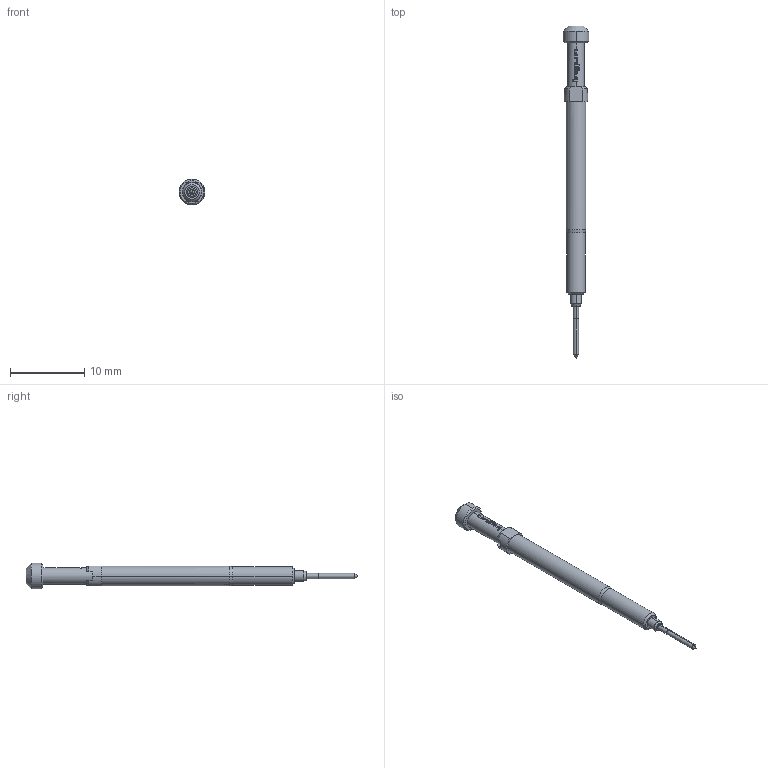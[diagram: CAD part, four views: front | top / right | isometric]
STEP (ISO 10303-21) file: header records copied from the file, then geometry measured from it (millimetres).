
FILE_DESCRIPTION (( 'STEP AP203' ), '1' );
FILE_NAME ('INGUN_DPS-465_343_051_A_xx42M-HTEHFM.STEP', '2021-10-19T09:04:37', ( 'ochi' ), ( '' ), 'SwSTEP 2.0', 'SolidWorks 2018', '' );
FILE_SCHEMA (( 'CONFIG_CONTROL_DESIGN' ));
Length unit declared in the file: millimetre
Products named in the file (1): INGUN_DPS-465_343_051_A_xx42M-HTEHFM
Bounding box: 3.5 x 44.8 x 3.5 mm (x, y, z)
Volume: 198.7 mm3; surface area: 342.9 mm2
Topology: 1 solids, 1 shells, 143 faces, 376 edges, 238 vertices
Faces by surface type: plane 60, cylinder 37, cone 24, bspline 22
Entity records: 4749 total; most frequent: CARTESIAN_POINT 1298, ORIENTED_EDGE 744, DIRECTION 658, EDGE_CURVE 372, AXIS2_PLACEMENT_3D 258, VERTEX_POINT 238, EDGE_LOOP 150, FACE_OUTER_BOUND 143
